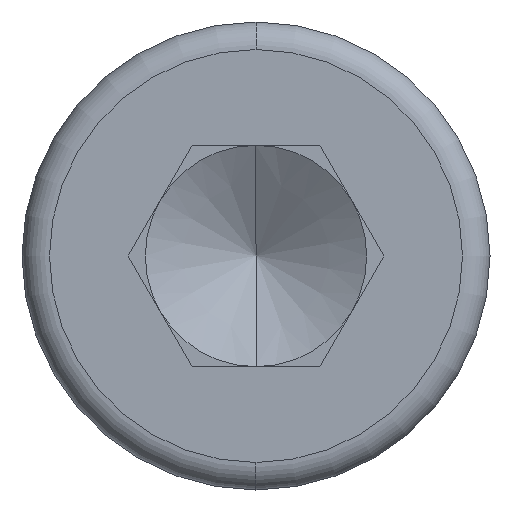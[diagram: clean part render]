
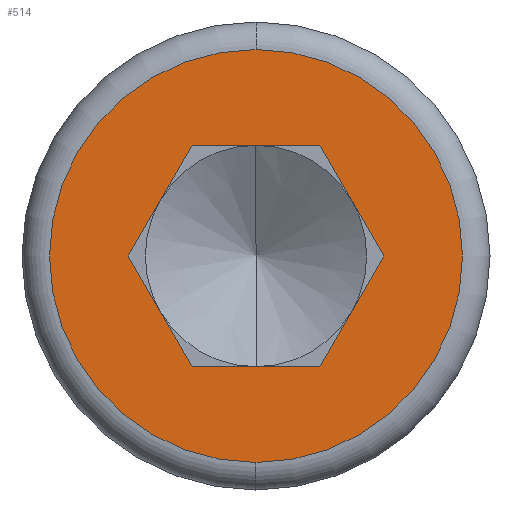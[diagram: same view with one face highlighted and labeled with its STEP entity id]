
A CAD part, left-side view. The second image highlights one B-rep face of the part: STEP entity #514.
In plain terms, the highlighted planar face has unit normal (-1, 0, 0).
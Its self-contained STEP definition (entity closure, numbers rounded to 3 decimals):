
#14 = VECTOR ( 'NONE', #546, 1000. ) ;
#15 = FACE_BOUND ( 'NONE', #599, .T. ) ;
#24 = EDGE_CURVE ( 'NONE', #597, #290, #312, .T. ) ;
#46 = ORIENTED_EDGE ( 'NONE', *, *, #626, .T. ) ;
#50 = AXIS2_PLACEMENT_3D ( 'NONE', #628, #735, #678 ) ;
#76 = DIRECTION ( 'NONE',  ( -1., 0., 0. ) ) ;
#78 = CARTESIAN_POINT ( 'NONE',  ( 0., 0., 0. ) ) ;
#80 = CARTESIAN_POINT ( 'NONE',  ( 0., -1.16, 2.01 ) ) ;
#104 = CARTESIAN_POINT ( 'NONE',  ( 0., -1.16, -2.01 ) ) ;
#115 = EDGE_LOOP ( 'NONE', ( #454, #286 ) ) ;
#122 = LINE ( 'NONE', #432, #14 ) ;
#168 = CARTESIAN_POINT ( 'NONE',  ( 0., 1.16, 2.01 ) ) ;
#172 = VERTEX_POINT ( 'NONE', #80 ) ;
#178 = DIRECTION ( 'NONE',  ( 0., -1., 0. ) ) ;
#189 = AXIS2_PLACEMENT_3D ( 'NONE', #383, #630, #252 ) ;
#214 = LINE ( 'NONE', #230, #699 ) ;
#230 = CARTESIAN_POINT ( 'NONE',  ( 0., -2.321, 0. ) ) ;
#235 = CARTESIAN_POINT ( 'NONE',  ( 0., -1.16, 2.01 ) ) ;
#237 = CARTESIAN_POINT ( 'NONE',  ( 0., 2.321, 0. ) ) ;
#252 = DIRECTION ( 'NONE',  ( 0., 0., 1. ) ) ;
#270 = VERTEX_POINT ( 'NONE', #168 ) ;
#282 = DIRECTION ( 'NONE',  ( 0., 1., 0. ) ) ;
#283 = EDGE_CURVE ( 'NONE', #392, #461, #214, .T. ) ;
#286 = ORIENTED_EDGE ( 'NONE', *, *, #596, .T. ) ;
#290 = VERTEX_POINT ( 'NONE', #395 ) ;
#312 = LINE ( 'NONE', #237, #733 ) ;
#345 = EDGE_CURVE ( 'NONE', #172, #270, #469, .T. ) ;
#356 = LINE ( 'NONE', #235, #713 ) ;
#360 = VECTOR ( 'NONE', #282, 1000. ) ;
#362 = CIRCLE ( 'NONE', #767, 3.75 ) ;
#365 = CARTESIAN_POINT ( 'NONE',  ( 0., 0., -3.75 ) ) ;
#381 = CIRCLE ( 'NONE', #189, 3.75 ) ;
#383 = CARTESIAN_POINT ( 'NONE',  ( 0., 0., 0. ) ) ;
#392 = VERTEX_POINT ( 'NONE', #407 ) ;
#395 = CARTESIAN_POINT ( 'NONE',  ( 0., 1.16, -2.01 ) ) ;
#407 = CARTESIAN_POINT ( 'NONE',  ( 0., -2.321, 0. ) ) ;
#410 = ORIENTED_EDGE ( 'NONE', *, *, #24, .F. ) ;
#412 = VERTEX_POINT ( 'NONE', #466 ) ;
#432 = CARTESIAN_POINT ( 'NONE',  ( 0., 2.321, 0. ) ) ;
#440 = ORIENTED_EDGE ( 'NONE', *, *, #345, .F. ) ;
#454 = ORIENTED_EDGE ( 'NONE', *, *, #525, .T. ) ;
#460 = DIRECTION ( 'NONE',  ( 0., 0.5, -0.866 ) ) ;
#461 = VERTEX_POINT ( 'NONE', #104 ) ;
#463 = CARTESIAN_POINT ( 'NONE',  ( 0., -1.16, 2.01 ) ) ;
#466 = CARTESIAN_POINT ( 'NONE',  ( 0., 0., 3.75 ) ) ;
#469 = LINE ( 'NONE', #463, #360 ) ;
#472 = VECTOR ( 'NONE', #178, 1000. ) ;
#496 = PLANE ( 'NONE',  #50 ) ;
#514 = ADVANCED_FACE ( 'NONE', ( #15, #686 ), #496, .T. ) ;
#525 = EDGE_CURVE ( 'NONE', #412, #574, #362, .T. ) ;
#546 = DIRECTION ( 'NONE',  ( 0., -0.5, 0.866 ) ) ;
#552 = LINE ( 'NONE', #783, #472 ) ;
#553 = CARTESIAN_POINT ( 'NONE',  ( 0., 2.321, 0. ) ) ;
#556 = DIRECTION ( 'NONE',  ( 0., -0.5, -0.866 ) ) ;
#558 = DIRECTION ( 'NONE',  ( 0., 0., 1. ) ) ;
#574 = VERTEX_POINT ( 'NONE', #365 ) ;
#580 = ORIENTED_EDGE ( 'NONE', *, *, #283, .T. ) ;
#587 = ORIENTED_EDGE ( 'NONE', *, *, #652, .F. ) ;
#596 = EDGE_CURVE ( 'NONE', #574, #412, #381, .T. ) ;
#597 = VERTEX_POINT ( 'NONE', #553 ) ;
#599 = EDGE_LOOP ( 'NONE', ( #768, #440, #46, #580, #587, #410 ) ) ;
#626 = EDGE_CURVE ( 'NONE', #172, #392, #356, .T. ) ;
#628 = CARTESIAN_POINT ( 'NONE',  ( 0., 0., 0. ) ) ;
#630 = DIRECTION ( 'NONE',  ( -1., 0., 0. ) ) ;
#652 = EDGE_CURVE ( 'NONE', #290, #461, #552, .T. ) ;
#678 = DIRECTION ( 'NONE',  ( 0., 0., 1. ) ) ;
#686 = FACE_OUTER_BOUND ( 'NONE', #115, .T. ) ;
#699 = VECTOR ( 'NONE', #460, 1000. ) ;
#713 = VECTOR ( 'NONE', #556, 1000. ) ;
#722 = DIRECTION ( 'NONE',  ( 0., -0.5, -0.866 ) ) ;
#733 = VECTOR ( 'NONE', #722, 1000. ) ;
#735 = DIRECTION ( 'NONE',  ( -1., 0., 0. ) ) ;
#753 = EDGE_CURVE ( 'NONE', #597, #270, #122, .T. ) ;
#767 = AXIS2_PLACEMENT_3D ( 'NONE', #78, #76, #558 ) ;
#768 = ORIENTED_EDGE ( 'NONE', *, *, #753, .T. ) ;
#783 = CARTESIAN_POINT ( 'NONE',  ( 0., 1.16, -2.01 ) ) ;
